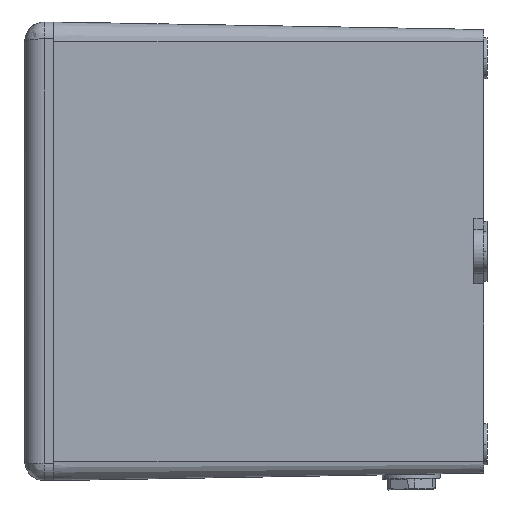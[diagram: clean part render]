
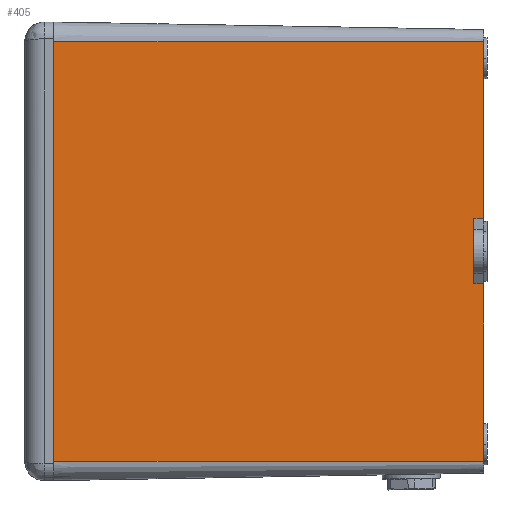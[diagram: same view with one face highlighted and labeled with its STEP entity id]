
A CAD part, left-side view. The second image highlights one B-rep face of the part: STEP entity #405.
In plain terms, the highlighted face is planar.
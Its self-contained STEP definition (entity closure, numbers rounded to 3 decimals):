
#127 = LINE ( 'NONE', #1488, #7259 ) ;
#206 = AXIS2_PLACEMENT_3D ( 'NONE', #7151, #3081, #8548 ) ;
#226 = CARTESIAN_POINT ( 'NONE',  ( -95., -13.5, 0. ) ) ;
#337 = EDGE_CURVE ( 'NONE', #1854, #1347, #11650, .T. ) ;
#389 = LINE ( 'NONE', #4369, #5023 ) ;
#405 = ADVANCED_FACE ( 'NONE', ( #1616 ), #8566, .T. ) ;
#504 = CARTESIAN_POINT ( 'NONE',  ( -91.893, -13.5, 178. ) ) ;
#748 = CARTESIAN_POINT ( 'NONE',  ( -91.893, 13.5, 178. ) ) ;
#1233 = ORIENTED_EDGE ( 'NONE', *, *, #8063, .T. ) ;
#1347 = VERTEX_POINT ( 'NONE', #5078 ) ;
#1354 = CARTESIAN_POINT ( 'NONE',  ( -95., 87., 0. ) ) ;
#1459 = ORIENTED_EDGE ( 'NONE', *, *, #4377, .F. ) ;
#1488 = CARTESIAN_POINT ( 'NONE',  ( -95., 87., 0. ) ) ;
#1616 = FACE_OUTER_BOUND ( 'NONE', #8017, .T. ) ;
#1797 = CARTESIAN_POINT ( 'NONE',  ( -91.893, 87., 178. ) ) ;
#1854 = VERTEX_POINT ( 'NONE', #11206 ) ;
#2205 = LINE ( 'NONE', #1354, #4313 ) ;
#2241 = ORIENTED_EDGE ( 'NONE', *, *, #337, .F. ) ;
#2266 = ORIENTED_EDGE ( 'NONE', *, *, #5764, .F. ) ;
#2433 = EDGE_CURVE ( 'NONE', #9422, #9223, #9842, .T. ) ;
#3081 = DIRECTION ( 'NONE',  ( -1., 0., 0.017 ) ) ;
#4060 = CARTESIAN_POINT ( 'NONE',  ( -91.963, 13.5, 174. ) ) ;
#4313 = VECTOR ( 'NONE', #7818, 1000. ) ;
#4368 = CARTESIAN_POINT ( 'NONE',  ( -95., 87., 0. ) ) ;
#4369 = CARTESIAN_POINT ( 'NONE',  ( -91.893, 87., 178. ) ) ;
#4377 = EDGE_CURVE ( 'NONE', #5891, #10179, #6731, .T. ) ;
#5023 = VECTOR ( 'NONE', #11697, 1000. ) ;
#5078 = CARTESIAN_POINT ( 'NONE',  ( -95., -87., 0. ) ) ;
#5208 = DIRECTION ( 'NONE',  ( -0.017, 0., -1. ) ) ;
#5377 = CARTESIAN_POINT ( 'NONE',  ( -95., 13.5, 0. ) ) ;
#5472 = ORIENTED_EDGE ( 'NONE', *, *, #2433, .F. ) ;
#5517 = VECTOR ( 'NONE', #10047, 1000. ) ;
#5764 = EDGE_CURVE ( 'NONE', #9223, #5891, #10469, .T. ) ;
#5891 = VERTEX_POINT ( 'NONE', #7375 ) ;
#6089 = VERTEX_POINT ( 'NONE', #4368 ) ;
#6731 = LINE ( 'NONE', #226, #11569 ) ;
#6905 = ORIENTED_EDGE ( 'NONE', *, *, #11395, .F. ) ;
#7151 = CARTESIAN_POINT ( 'NONE',  ( -95., 87., 0. ) ) ;
#7259 = VECTOR ( 'NONE', #8927, 1000. ) ;
#7375 = CARTESIAN_POINT ( 'NONE',  ( -91.963, -13.5, 174. ) ) ;
#7818 = DIRECTION ( 'NONE',  ( 0., -1., 0. ) ) ;
#8017 = EDGE_LOOP ( 'NONE', ( #5472, #6905, #1233, #11916, #2241, #8371, #1459, #2266 ) ) ;
#8063 = EDGE_CURVE ( 'NONE', #10391, #6089, #127, .T. ) ;
#8218 = LINE ( 'NONE', #9190, #10118 ) ;
#8371 = ORIENTED_EDGE ( 'NONE', *, *, #9909, .F. ) ;
#8548 = DIRECTION ( 'NONE',  ( 0.017, 0., 1. ) ) ;
#8566 = PLANE ( 'NONE',  #206 ) ;
#8927 = DIRECTION ( 'NONE',  ( -0.017, 0., -1. ) ) ;
#9015 = VECTOR ( 'NONE', #9659, 1000. ) ;
#9190 = CARTESIAN_POINT ( 'NONE',  ( -91.893, 87., 178. ) ) ;
#9223 = VERTEX_POINT ( 'NONE', #4060 ) ;
#9304 = CARTESIAN_POINT ( 'NONE',  ( -95., -87., 0. ) ) ;
#9422 = VERTEX_POINT ( 'NONE', #748 ) ;
#9659 = DIRECTION ( 'NONE',  ( -0.017, 0., -1. ) ) ;
#9768 = EDGE_CURVE ( 'NONE', #6089, #1347, #2205, .T. ) ;
#9842 = LINE ( 'NONE', #5377, #10126 ) ;
#9909 = EDGE_CURVE ( 'NONE', #10179, #1854, #389, .T. ) ;
#10047 = DIRECTION ( 'NONE',  ( 0., -1., 0. ) ) ;
#10057 = CARTESIAN_POINT ( 'NONE',  ( -91.963, 87., 174. ) ) ;
#10118 = VECTOR ( 'NONE', #11849, 1000. ) ;
#10126 = VECTOR ( 'NONE', #5208, 1000. ) ;
#10179 = VERTEX_POINT ( 'NONE', #504 ) ;
#10391 = VERTEX_POINT ( 'NONE', #1797 ) ;
#10469 = LINE ( 'NONE', #10057, #5517 ) ;
#11206 = CARTESIAN_POINT ( 'NONE',  ( -91.893, -87., 178. ) ) ;
#11395 = EDGE_CURVE ( 'NONE', #10391, #9422, #8218, .T. ) ;
#11569 = VECTOR ( 'NONE', #11721, 1000. ) ;
#11650 = LINE ( 'NONE', #9304, #9015 ) ;
#11697 = DIRECTION ( 'NONE',  ( 0., -1., 0. ) ) ;
#11721 = DIRECTION ( 'NONE',  ( 0.017, 0., 1. ) ) ;
#11849 = DIRECTION ( 'NONE',  ( 0., -1., 0. ) ) ;
#11916 = ORIENTED_EDGE ( 'NONE', *, *, #9768, .T. ) ;
